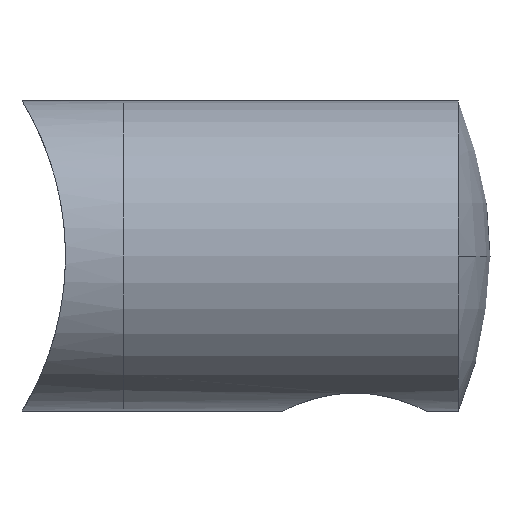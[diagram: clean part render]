
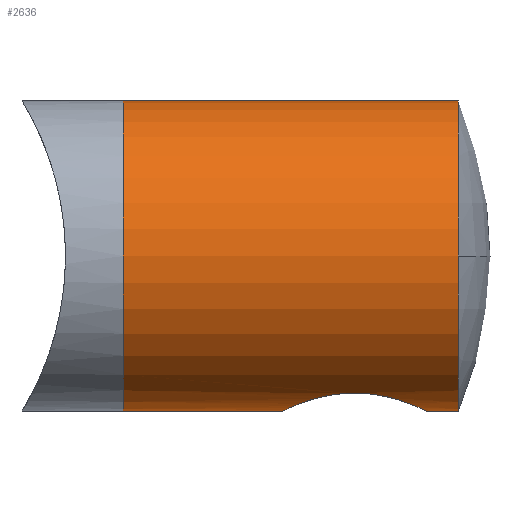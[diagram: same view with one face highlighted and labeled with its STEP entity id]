
A CAD part, front view. The second image highlights one B-rep face of the part: STEP entity #2636.
In plain terms, the highlighted cylindrical face has radius 11 mm (diameter 22 mm), a partial arc.
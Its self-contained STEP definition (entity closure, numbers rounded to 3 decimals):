
#7 = CARTESIAN_POINT ( 'NONE',  ( 20.7, -4.62, -9.984 ) ) ;
#37 = CARTESIAN_POINT ( 'NONE',  ( 23.28, -1.678, -10.876 ) ) ;
#134 = ORIENTED_EDGE ( 'NONE', *, *, #621, .T. ) ;
#147 = LINE ( 'NONE', #1073, #441 ) ;
#173 = VERTEX_POINT ( 'NONE', #1367 ) ;
#219 = ORIENTED_EDGE ( 'NONE', *, *, #2692, .T. ) ;
#225 = CARTESIAN_POINT ( 'NONE',  ( 0., 0., 11. ) ) ;
#241 = LINE ( 'NONE', #2359, #592 ) ;
#263 = CARTESIAN_POINT ( 'NONE',  ( 18.054, -5.15, -9.72 ) ) ;
#277 = CARTESIAN_POINT ( 'NONE',  ( 16.566, -4.815, -9.89 ) ) ;
#298 = CIRCLE ( 'NONE', #738, 11. ) ;
#329 = DIRECTION ( 'NONE',  ( 0., 0., 1. ) ) ;
#369 = DIRECTION ( 'NONE',  ( -1., 0., 0. ) ) ;
#424 = CARTESIAN_POINT ( 'NONE',  ( 2., 0., 0. ) ) ;
#436 = CARTESIAN_POINT ( 'NONE',  ( 25.749, 0., 0. ) ) ;
#441 = VECTOR ( 'NONE', #798, 1000. ) ;
#459 = CARTESIAN_POINT ( 'NONE',  ( 14.996, -3.879, -10.296 ) ) ;
#472 = CARTESIAN_POINT ( 'NONE',  ( 23.022, -2.297, -10.762 ) ) ;
#474 = ORIENTED_EDGE ( 'NONE', *, *, #1216, .T. ) ;
#503 = CARTESIAN_POINT ( 'NONE',  ( 14.314, -3.153, -10.543 ) ) ;
#515 = CARTESIAN_POINT ( 'NONE',  ( 19.75, -4.982, -9.808 ) ) ;
#557 = CYLINDRICAL_SURFACE ( 'NONE', #2572, 11. ) ;
#570 = CARTESIAN_POINT ( 'NONE',  ( 2., 0., -11. ) ) ;
#592 = VECTOR ( 'NONE', #2134, 1000. ) ;
#612 = EDGE_CURVE ( 'NONE', #2643, #173, #2166, .T. ) ;
#621 = EDGE_CURVE ( 'NONE', #1383, #1615, #1994, .T. ) ;
#650 = DIRECTION ( 'NONE',  ( 0., 0., 1. ) ) ;
#687 = CARTESIAN_POINT ( 'NONE',  ( 14.528, -3.411, -10.461 ) ) ;
#702 = CARTESIAN_POINT ( 'NONE',  ( 18.567, -5.15, -9.72 ) ) ;
#732 = CARTESIAN_POINT ( 'NONE',  ( 17.716, -5.116, -9.738 ) ) ;
#738 = AXIS2_PLACEMENT_3D ( 'NONE', #2258, #1557, #1497 ) ;
#749 = CARTESIAN_POINT ( 'NONE',  ( 23.55, -0.341, -11. ) ) ;
#798 = DIRECTION ( 'NONE',  ( -1., 0., 0. ) ) ;
#912 = CARTESIAN_POINT ( 'NONE',  ( 22.487, -3.151, -10.543 ) ) ;
#1063 = EDGE_CURVE ( 'NONE', #2041, #173, #1885, .T. ) ;
#1073 = CARTESIAN_POINT ( 'NONE',  ( 0., 0., -11. ) ) ;
#1168 = CARTESIAN_POINT ( 'NONE',  ( 20.076, -4.882, -9.859 ) ) ;
#1184 = EDGE_CURVE ( 'NONE', #1670, #1615, #147, .T. ) ;
#1187 = CARTESIAN_POINT ( 'NONE',  ( 16.103, -4.622, -9.983 ) ) ;
#1201 = CARTESIAN_POINT ( 'NONE',  ( 22.276, -3.407, -10.462 ) ) ;
#1215 = CARTESIAN_POINT ( 'NONE',  ( 13.419, -1.35, -10.922 ) ) ;
#1216 = EDGE_CURVE ( 'NONE', #1670, #2190, #298, .T. ) ;
#1259 = CARTESIAN_POINT ( 'NONE',  ( 25.749, -11., 0. ) ) ;
#1288 = CIRCLE ( 'NONE', #2913, 11. ) ;
#1348 = DIRECTION ( 'NONE',  ( 0., 0., 1. ) ) ;
#1367 = CARTESIAN_POINT ( 'NONE',  ( 2., 0., 11. ) ) ;
#1383 = VERTEX_POINT ( 'NONE', #1655 ) ;
#1412 = CARTESIAN_POINT ( 'NONE',  ( 23.55, 0., -11. ) ) ;
#1429 = CARTESIAN_POINT ( 'NONE',  ( 16.724, -4.873, -9.862 ) ) ;
#1445 = CARTESIAN_POINT ( 'NONE',  ( 21.547, -4.09, -10.213 ) ) ;
#1450 = ORIENTED_EDGE ( 'NONE', *, *, #612, .F. ) ;
#1457 = CARTESIAN_POINT ( 'NONE',  ( 20.994, -4.461, -10.057 ) ) ;
#1474 = VECTOR ( 'NONE', #2800, 1000. ) ;
#1497 = DIRECTION ( 'NONE',  ( 0., 0., 1. ) ) ;
#1557 = DIRECTION ( 'NONE',  ( -1., 0., 0. ) ) ;
#1567 = CARTESIAN_POINT ( 'NONE',  ( 25.749, 0., -11. ) ) ;
#1615 = VERTEX_POINT ( 'NONE', #2429 ) ;
#1634 = CARTESIAN_POINT ( 'NONE',  ( 23.517, -0.68, -10.984 ) ) ;
#1650 = CARTESIAN_POINT ( 'NONE',  ( 18.74, -5.142, -9.724 ) ) ;
#1655 = CARTESIAN_POINT ( 'NONE',  ( 13.25, 0., -11. ) ) ;
#1664 = CARTESIAN_POINT ( 'NONE',  ( 13.94, -2.596, -10.693 ) ) ;
#1670 = VERTEX_POINT ( 'NONE', #1567 ) ;
#1681 = EDGE_LOOP ( 'NONE', ( #1845, #474, #219, #3012, #1450, #2702, #134 ) ) ;
#1694 = CARTESIAN_POINT ( 'NONE',  ( 19.25, -5.082, -9.756 ) ) ;
#1772 = DIRECTION ( 'NONE',  ( -1., 0., 0. ) ) ;
#1845 = ORIENTED_EDGE ( 'NONE', *, *, #1184, .F. ) ;
#1857 = CARTESIAN_POINT ( 'NONE',  ( 23.381, -1.353, -10.922 ) ) ;
#1885 = LINE ( 'NONE', #225, #1474 ) ;
#1994 = B_SPLINE_CURVE_WITH_KNOTS ( 'NONE', 3,
 ( #2069, #3025, #2576, #1215, #2822, #2805, #1664, #503, #687, #459, #2867, #2136, #1187, #277, #1429, #2364, #2850, #732, #263, #702, #1650, #2087, #1694, #515, #1168, #7, #1457, #1445, #2623, #1201, #912, #2378, #472, #37, #1857, #1634, #749, #1412 ),
 .UNSPECIFIED., .F., .F.,
 ( 4, 2, 2, 2, 2, 2, 2, 2, 2, 2, 2, 2, 2, 2, 2, 2, 2, 2, 4 ),
 ( 0., 0.001, 0.002, 0.003, 0.004, 0.005, 0.006, 0.007, 0.007, 0.008, 0.009, 0.009, 0.01, 0.011, 0.012, 0.013, 0.014, 0.015, 0.016 ),
 .UNSPECIFIED. ) ;
#2041 = VERTEX_POINT ( 'NONE', #2393 ) ;
#2069 = CARTESIAN_POINT ( 'NONE',  ( 13.25, 0., -11. ) ) ;
#2087 = CARTESIAN_POINT ( 'NONE',  ( 19.082, -5.108, -9.742 ) ) ;
#2134 = DIRECTION ( 'NONE',  ( -1., 0., 0. ) ) ;
#2136 = CARTESIAN_POINT ( 'NONE',  ( 15.81, -4.464, -10.056 ) ) ;
#2166 = CIRCLE ( 'NONE', #2906, 11. ) ;
#2190 = VERTEX_POINT ( 'NONE', #1259 ) ;
#2203 = FACE_OUTER_BOUND ( 'NONE', #1681, .T. ) ;
#2258 = CARTESIAN_POINT ( 'NONE',  ( 25.749, 0., 0. ) ) ;
#2359 = CARTESIAN_POINT ( 'NONE',  ( 0., 0., -11. ) ) ;
#2364 = CARTESIAN_POINT ( 'NONE',  ( 17.049, -4.973, -9.812 ) ) ;
#2378 = CARTESIAN_POINT ( 'NONE',  ( 22.862, -2.594, -10.694 ) ) ;
#2393 = CARTESIAN_POINT ( 'NONE',  ( 25.749, 0., 11. ) ) ;
#2395 = EDGE_CURVE ( 'NONE', #1383, #2643, #241, .T. ) ;
#2429 = CARTESIAN_POINT ( 'NONE',  ( 23.55, 0., -11. ) ) ;
#2437 = CARTESIAN_POINT ( 'NONE',  ( 0., 0., 0. ) ) ;
#2572 = AXIS2_PLACEMENT_3D ( 'NONE', #2437, #1772, #329 ) ;
#2576 = CARTESIAN_POINT ( 'NONE',  ( 13.284, -0.685, -10.984 ) ) ;
#2623 = CARTESIAN_POINT ( 'NONE',  ( 21.808, -3.875, -10.298 ) ) ;
#2636 = ADVANCED_FACE ( 'NONE', ( #2203 ), #557, .T. ) ;
#2643 = VERTEX_POINT ( 'NONE', #570 ) ;
#2692 = EDGE_CURVE ( 'NONE', #2190, #2041, #1288, .T. ) ;
#2702 = ORIENTED_EDGE ( 'NONE', *, *, #2395, .F. ) ;
#2800 = DIRECTION ( 'NONE',  ( -1., 0., 0. ) ) ;
#2805 = CARTESIAN_POINT ( 'NONE',  ( 13.781, -2.302, -10.761 ) ) ;
#2822 = CARTESIAN_POINT ( 'NONE',  ( 13.52, -1.68, -10.876 ) ) ;
#2850 = CARTESIAN_POINT ( 'NONE',  ( 17.216, -5.015, -9.79 ) ) ;
#2867 = CARTESIAN_POINT ( 'NONE',  ( 15.254, -4.091, -10.213 ) ) ;
#2906 = AXIS2_PLACEMENT_3D ( 'NONE', #424, #2991, #1348 ) ;
#2913 = AXIS2_PLACEMENT_3D ( 'NONE', #436, #369, #650 ) ;
#2991 = DIRECTION ( 'NONE',  ( -1., 0., 0. ) ) ;
#3012 = ORIENTED_EDGE ( 'NONE', *, *, #1063, .T. ) ;
#3025 = CARTESIAN_POINT ( 'NONE',  ( 13.25, -0.346, -11. ) ) ;
